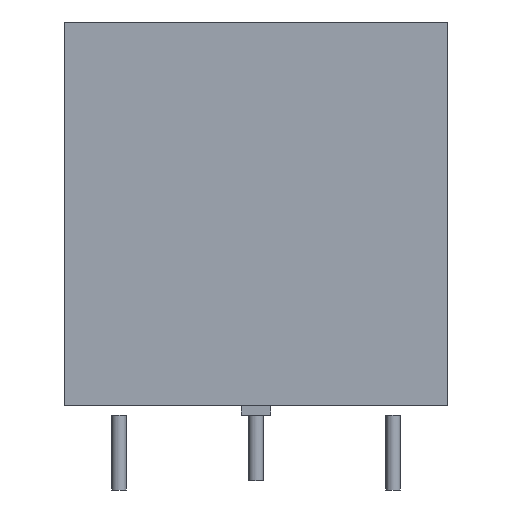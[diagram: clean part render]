
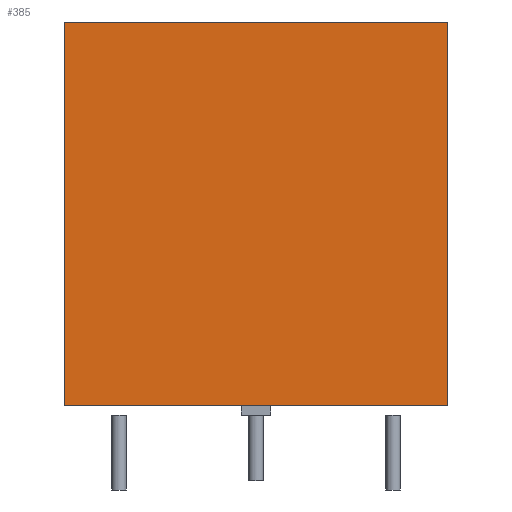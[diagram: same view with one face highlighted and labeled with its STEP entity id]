
A CAD part, left-side view. The second image highlights one B-rep face of the part: STEP entity #385.
In plain terms, the highlighted planar face has unit normal (-1, 0, 0).
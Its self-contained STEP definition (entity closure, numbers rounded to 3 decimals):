
#42=LINE($,#638,#78);
#43=LINE($,#641,#79);
#44=LINE($,#643,#80);
#45=LINE($,#644,#81);
#78=VECTOR($,#524,21.);
#79=VECTOR($,#527,21.);
#80=VECTOR($,#528,21.);
#81=VECTOR($,#529,21.);
#113=PLANE($,#434);
#145=FACE_OUTER_BOUND($,#177,.T.);
#177=EDGE_LOOP($,(#334,#335,#336,#337));
#218=VERTEX_POINT($,#631);
#221=VERTEX_POINT($,#636);
#222=VERTEX_POINT($,#640);
#223=VERTEX_POINT($,#642);
#261=EDGE_CURVE($,#218,#221,#42,.T.);
#262=EDGE_CURVE($,#222,#218,#43,.T.);
#263=EDGE_CURVE($,#223,#221,#44,.T.);
#264=EDGE_CURVE($,#222,#223,#45,.T.);
#334=ORIENTED_EDGE($,*,*,#262,.T.);
#335=ORIENTED_EDGE($,*,*,#261,.T.);
#336=ORIENTED_EDGE($,*,*,#263,.F.);
#337=ORIENTED_EDGE($,*,*,#264,.F.);
#385=ADVANCED_FACE($,(#145),#113,.T.);
#434=AXIS2_PLACEMENT_3D($,#639,#525,#526);
#524=DIRECTION($,(0.,0.,1.));
#525=DIRECTION('center_axis',(-1.,0.,0.));
#526=DIRECTION('ref_axis',(0.,-1.,0.));
#527=DIRECTION($,(0.,-1.,0.));
#528=DIRECTION($,(0.,-1.,0.));
#529=DIRECTION($,(0.,0.,1.));
#631=CARTESIAN_POINT('',(-34.,-10.5,0.5));
#636=CARTESIAN_POINT('',(-34.,-10.5,21.5));
#638=CARTESIAN_POINT($,(-34.,-10.5,0.5));
#639=CARTESIAN_POINT('Origin',(-34.,10.5,0.5));
#640=CARTESIAN_POINT('',(-34.,10.5,0.5));
#641=CARTESIAN_POINT($,(-34.,10.5,0.5));
#642=CARTESIAN_POINT('',(-34.,10.5,21.5));
#643=CARTESIAN_POINT($,(-34.,10.5,21.5));
#644=CARTESIAN_POINT($,(-34.,10.5,0.5));
